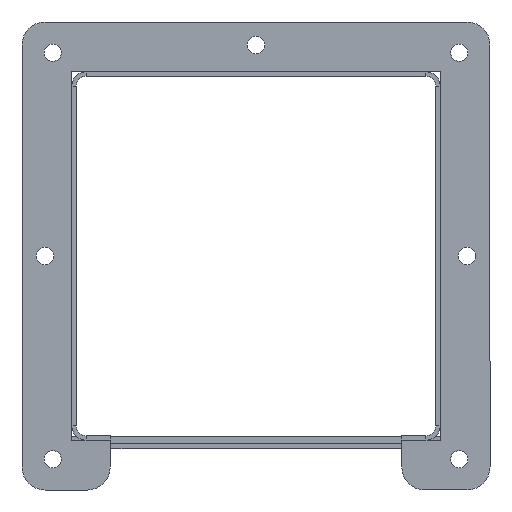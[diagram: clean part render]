
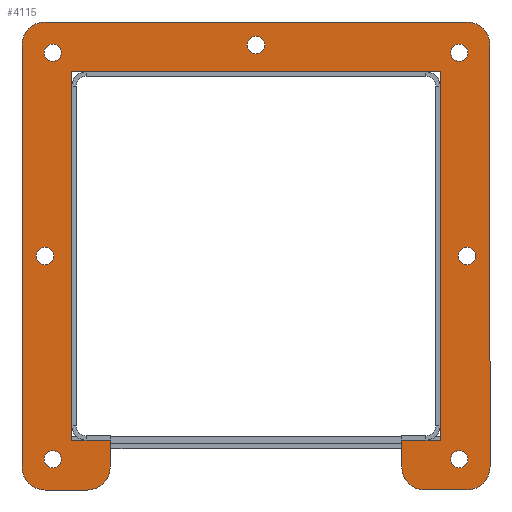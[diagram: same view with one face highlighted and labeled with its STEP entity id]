
A CAD part, front view. The second image highlights one B-rep face of the part: STEP entity #4115.
In plain terms, the highlighted face is planar.
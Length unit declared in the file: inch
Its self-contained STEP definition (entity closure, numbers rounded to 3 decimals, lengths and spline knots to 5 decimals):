
#147=FACE_BOUND('',#688,.T.);
#148=FACE_BOUND('',#689,.T.);
#149=FACE_BOUND('',#690,.T.);
#150=FACE_BOUND('',#691,.T.);
#151=FACE_BOUND('',#692,.T.);
#152=FACE_BOUND('',#693,.T.);
#153=FACE_BOUND('',#694,.T.);
#154=FACE_BOUND('',#695,.T.);
#280=PLANE('',#4419);
#688=EDGE_LOOP('',(#3000));
#689=EDGE_LOOP('',(#3001));
#690=EDGE_LOOP('',(#3002));
#691=EDGE_LOOP('',(#3003));
#692=EDGE_LOOP('',(#3004));
#693=EDGE_LOOP('',(#3005));
#694=EDGE_LOOP('',(#3006));
#695=EDGE_LOOP('',(#3007,#3008,#3009,#3010,#3011,#3012,#3013,#3014,#3015,
#3016,#3017,#3018,#3019,#3020,#3021,#3022,#3023,#3024));
#935=CIRCLE('',#4370,0.14063);
#937=CIRCLE('',#4373,0.14063);
#939=CIRCLE('',#4376,0.14063);
#940=CIRCLE('',#4378,0.14063);
#942=CIRCLE('',#4381,0.14063);
#944=CIRCLE('',#4384,0.14063);
#946=CIRCLE('',#4387,0.14063);
#948=CIRCLE('',#4393,0.375);
#950=CIRCLE('',#4397,0.375);
#952=CIRCLE('',#4401,0.375);
#954=CIRCLE('',#4405,0.375);
#956=CIRCLE('',#4409,0.375);
#958=CIRCLE('',#4413,0.375);
#1134=LINE('',#6202,#1522);
#1138=LINE('',#6210,#1526);
#1141=LINE('',#6216,#1529);
#1145=LINE('',#6228,#1533);
#1149=LINE('',#6240,#1537);
#1153=LINE('',#6252,#1541);
#1157=LINE('',#6264,#1545);
#1161=LINE('',#6276,#1549);
#1165=LINE('',#6288,#1553);
#1168=LINE('',#6294,#1556);
#1171=LINE('',#6300,#1559);
#1174=LINE('',#6305,#1562);
#1522=VECTOR('',#4964,6.);
#1526=VECTOR('',#4970,0.625);
#1529=VECTOR('',#4975,0.4375);
#1533=VECTOR('',#4987,0.6875);
#1537=VECTOR('',#4999,6.875);
#1541=VECTOR('',#5011,6.875);
#1545=VECTOR('',#5023,6.875);
#1549=VECTOR('',#5035,0.6875);
#1553=VECTOR('',#5047,0.4375);
#1556=VECTOR('',#5052,0.625);
#1559=VECTOR('',#5057,6.);
#1562=VECTOR('',#5062,6.);
#1891=VERTEX_POINT('',#6167);
#1893=VERTEX_POINT('',#6172);
#1895=VERTEX_POINT('',#6177);
#1896=VERTEX_POINT('',#6180);
#1898=VERTEX_POINT('',#6185);
#1900=VERTEX_POINT('',#6190);
#1902=VERTEX_POINT('',#6195);
#1904=VERTEX_POINT('',#6200);
#1905=VERTEX_POINT('',#6201);
#1908=VERTEX_POINT('',#6209);
#1910=VERTEX_POINT('',#6215);
#1912=VERTEX_POINT('',#6221);
#1914=VERTEX_POINT('',#6227);
#1916=VERTEX_POINT('',#6233);
#1918=VERTEX_POINT('',#6239);
#1920=VERTEX_POINT('',#6245);
#1922=VERTEX_POINT('',#6251);
#1924=VERTEX_POINT('',#6257);
#1926=VERTEX_POINT('',#6263);
#1928=VERTEX_POINT('',#6269);
#1930=VERTEX_POINT('',#6275);
#1932=VERTEX_POINT('',#6281);
#1934=VERTEX_POINT('',#6287);
#1936=VERTEX_POINT('',#6293);
#1938=VERTEX_POINT('',#6299);
#2291=EDGE_CURVE('',#1891,#1891,#935,.T.);
#2293=EDGE_CURVE('',#1893,#1893,#937,.T.);
#2295=EDGE_CURVE('',#1895,#1895,#939,.T.);
#2296=EDGE_CURVE('',#1896,#1896,#940,.T.);
#2298=EDGE_CURVE('',#1898,#1898,#942,.T.);
#2300=EDGE_CURVE('',#1900,#1900,#944,.T.);
#2302=EDGE_CURVE('',#1902,#1902,#946,.T.);
#2304=EDGE_CURVE('',#1904,#1905,#1134,.T.);
#2308=EDGE_CURVE('',#1905,#1908,#1138,.T.);
#2311=EDGE_CURVE('',#1908,#1910,#1141,.T.);
#2314=EDGE_CURVE('',#1910,#1912,#948,.T.);
#2317=EDGE_CURVE('',#1912,#1914,#1145,.T.);
#2320=EDGE_CURVE('',#1914,#1916,#950,.T.);
#2323=EDGE_CURVE('',#1916,#1918,#1149,.T.);
#2326=EDGE_CURVE('',#1918,#1920,#952,.T.);
#2329=EDGE_CURVE('',#1920,#1922,#1153,.T.);
#2332=EDGE_CURVE('',#1922,#1924,#954,.T.);
#2335=EDGE_CURVE('',#1924,#1926,#1157,.T.);
#2338=EDGE_CURVE('',#1926,#1928,#956,.T.);
#2341=EDGE_CURVE('',#1928,#1930,#1161,.T.);
#2344=EDGE_CURVE('',#1930,#1932,#958,.T.);
#2347=EDGE_CURVE('',#1932,#1934,#1165,.T.);
#2350=EDGE_CURVE('',#1934,#1936,#1168,.T.);
#2353=EDGE_CURVE('',#1936,#1938,#1171,.T.);
#2356=EDGE_CURVE('',#1938,#1904,#1174,.T.);
#3000=ORIENTED_EDGE('',*,*,#2291,.T.);
#3001=ORIENTED_EDGE('',*,*,#2293,.T.);
#3002=ORIENTED_EDGE('',*,*,#2295,.T.);
#3003=ORIENTED_EDGE('',*,*,#2296,.T.);
#3004=ORIENTED_EDGE('',*,*,#2298,.T.);
#3005=ORIENTED_EDGE('',*,*,#2300,.T.);
#3006=ORIENTED_EDGE('',*,*,#2302,.T.);
#3007=ORIENTED_EDGE('',*,*,#2304,.F.);
#3008=ORIENTED_EDGE('',*,*,#2356,.F.);
#3009=ORIENTED_EDGE('',*,*,#2353,.F.);
#3010=ORIENTED_EDGE('',*,*,#2350,.F.);
#3011=ORIENTED_EDGE('',*,*,#2347,.F.);
#3012=ORIENTED_EDGE('',*,*,#2344,.F.);
#3013=ORIENTED_EDGE('',*,*,#2341,.F.);
#3014=ORIENTED_EDGE('',*,*,#2338,.F.);
#3015=ORIENTED_EDGE('',*,*,#2335,.F.);
#3016=ORIENTED_EDGE('',*,*,#2332,.F.);
#3017=ORIENTED_EDGE('',*,*,#2329,.F.);
#3018=ORIENTED_EDGE('',*,*,#2326,.F.);
#3019=ORIENTED_EDGE('',*,*,#2323,.F.);
#3020=ORIENTED_EDGE('',*,*,#2320,.F.);
#3021=ORIENTED_EDGE('',*,*,#2317,.F.);
#3022=ORIENTED_EDGE('',*,*,#2314,.F.);
#3023=ORIENTED_EDGE('',*,*,#2311,.F.);
#3024=ORIENTED_EDGE('',*,*,#2308,.F.);
#4115=ADVANCED_FACE('',(#147,#148,#149,#150,#151,#152,#153,#154),#280,.T.);
#4370=AXIS2_PLACEMENT_3D('',#6168,#4924,#4925);
#4373=AXIS2_PLACEMENT_3D('',#6173,#4930,#4931);
#4376=AXIS2_PLACEMENT_3D('',#6178,#4936,#4937);
#4378=AXIS2_PLACEMENT_3D('',#6181,#4940,#4941);
#4381=AXIS2_PLACEMENT_3D('',#6186,#4946,#4947);
#4384=AXIS2_PLACEMENT_3D('',#6191,#4952,#4953);
#4387=AXIS2_PLACEMENT_3D('',#6196,#4958,#4959);
#4393=AXIS2_PLACEMENT_3D('',#6222,#4980,#4981);
#4397=AXIS2_PLACEMENT_3D('',#6234,#4992,#4993);
#4401=AXIS2_PLACEMENT_3D('',#6246,#5004,#5005);
#4405=AXIS2_PLACEMENT_3D('',#6258,#5016,#5017);
#4409=AXIS2_PLACEMENT_3D('',#6270,#5028,#5029);
#4413=AXIS2_PLACEMENT_3D('',#6282,#5040,#5041);
#4419=AXIS2_PLACEMENT_3D('',#6307,#5064,#5065);
#4924=DIRECTION('center_axis',(0.,0.,-1.));
#4925=DIRECTION('ref_axis',(-1.,0.,0.));
#4930=DIRECTION('center_axis',(0.,0.,-1.));
#4931=DIRECTION('ref_axis',(-1.,0.,0.));
#4936=DIRECTION('center_axis',(0.,0.,-1.));
#4937=DIRECTION('ref_axis',(-1.,0.,0.));
#4940=DIRECTION('center_axis',(0.,0.,-1.));
#4941=DIRECTION('ref_axis',(-1.,0.,0.));
#4946=DIRECTION('center_axis',(0.,0.,-1.));
#4947=DIRECTION('ref_axis',(-1.,0.,0.));
#4952=DIRECTION('center_axis',(0.,0.,-1.));
#4953=DIRECTION('ref_axis',(-1.,0.,0.));
#4958=DIRECTION('center_axis',(0.,0.,-1.));
#4959=DIRECTION('ref_axis',(-1.,0.,0.));
#4964=DIRECTION('',(0.,1.,0.));
#4970=DIRECTION('',(-1.,0.,0.));
#4975=DIRECTION('',(0.,1.,0.));
#4980=DIRECTION('center_axis',(0.,0.,-1.));
#4981=DIRECTION('ref_axis',(0.,-1.,0.));
#4987=DIRECTION('',(1.,0.,0.));
#4992=DIRECTION('center_axis',(0.,0.,-1.));
#4993=DIRECTION('ref_axis',(-1.,0.,0.));
#4999=DIRECTION('',(0.,-1.,0.));
#5004=DIRECTION('center_axis',(0.,0.,-1.));
#5005=DIRECTION('ref_axis',(0.,1.,0.));
#5011=DIRECTION('',(-1.,0.,0.));
#5016=DIRECTION('center_axis',(0.,0.,-1.));
#5017=DIRECTION('ref_axis',(1.,0.,0.));
#5023=DIRECTION('',(0.,1.,0.));
#5028=DIRECTION('center_axis',(0.,0.,-1.));
#5029=DIRECTION('ref_axis',(0.,-1.,0.));
#5035=DIRECTION('',(1.,0.,0.));
#5040=DIRECTION('center_axis',(0.,0.,-1.));
#5041=DIRECTION('ref_axis',(-1.,0.,0.));
#5047=DIRECTION('',(0.,-1.,0.));
#5052=DIRECTION('',(-1.,0.,0.));
#5057=DIRECTION('',(0.,-1.,0.));
#5062=DIRECTION('',(1.,0.,0.));
#5064=DIRECTION('center_axis',(0.,0.,1.));
#5065=DIRECTION('ref_axis',(1.,0.,0.));
#6167=CARTESIAN_POINT('',(3.57813,0.,0.125));
#6168=CARTESIAN_POINT('Origin',(3.4375,0.,0.125));
#6172=CARTESIAN_POINT('',(-3.29688,0.,0.125));
#6173=CARTESIAN_POINT('Origin',(-3.4375,0.,0.125));
#6177=CARTESIAN_POINT('',(0.14063,-3.4375,0.125));
#6178=CARTESIAN_POINT('Origin',(0.,-3.4375,0.125));
#6180=CARTESIAN_POINT('',(-3.17188,3.3125,0.125));
#6181=CARTESIAN_POINT('Origin',(-3.3125,3.3125,0.125));
#6185=CARTESIAN_POINT('',(-3.17188,-3.3125,0.125));
#6186=CARTESIAN_POINT('Origin',(-3.3125,-3.3125,0.125));
#6190=CARTESIAN_POINT('',(3.45313,-3.3125,0.125));
#6191=CARTESIAN_POINT('Origin',(3.3125,-3.3125,0.125));
#6195=CARTESIAN_POINT('',(3.45313,3.3125,0.125));
#6196=CARTESIAN_POINT('Origin',(3.3125,3.3125,0.125));
#6200=CARTESIAN_POINT('',(3.,-3.,0.125));
#6201=CARTESIAN_POINT('',(3.,3.,0.125));
#6202=CARTESIAN_POINT('',(3.,-3.,0.125));
#6209=CARTESIAN_POINT('',(2.375,3.,0.125));
#6210=CARTESIAN_POINT('',(3.,3.,0.125));
#6215=CARTESIAN_POINT('',(2.375,3.4375,0.125));
#6216=CARTESIAN_POINT('',(2.375,3.,0.125));
#6221=CARTESIAN_POINT('',(2.75,3.8125,0.125));
#6222=CARTESIAN_POINT('Origin',(2.75,3.4375,0.125));
#6227=CARTESIAN_POINT('',(3.4375,3.8125,0.125));
#6228=CARTESIAN_POINT('',(2.75,3.8125,0.125));
#6233=CARTESIAN_POINT('',(3.8125,3.4375,0.125));
#6234=CARTESIAN_POINT('Origin',(3.4375,3.4375,0.125));
#6239=CARTESIAN_POINT('',(3.8125,-3.4375,0.125));
#6240=CARTESIAN_POINT('',(3.8125,3.4375,0.125));
#6245=CARTESIAN_POINT('',(3.4375,-3.8125,0.125));
#6246=CARTESIAN_POINT('Origin',(3.4375,-3.4375,0.125));
#6251=CARTESIAN_POINT('',(-3.4375,-3.8125,0.125));
#6252=CARTESIAN_POINT('',(3.4375,-3.8125,0.125));
#6257=CARTESIAN_POINT('',(-3.8125,-3.4375,0.125));
#6258=CARTESIAN_POINT('Origin',(-3.4375,-3.4375,0.125));
#6263=CARTESIAN_POINT('',(-3.8125,3.4375,0.125));
#6264=CARTESIAN_POINT('',(-3.8125,-3.4375,0.125));
#6269=CARTESIAN_POINT('',(-3.4375,3.8125,0.125));
#6270=CARTESIAN_POINT('Origin',(-3.4375,3.4375,0.125));
#6275=CARTESIAN_POINT('',(-2.75,3.8125,0.125));
#6276=CARTESIAN_POINT('',(-3.4375,3.8125,0.125));
#6281=CARTESIAN_POINT('',(-2.375,3.4375,0.125));
#6282=CARTESIAN_POINT('Origin',(-2.75,3.4375,0.125));
#6287=CARTESIAN_POINT('',(-2.375,3.,0.125));
#6288=CARTESIAN_POINT('',(-2.375,3.4375,0.125));
#6293=CARTESIAN_POINT('',(-3.,3.,0.125));
#6294=CARTESIAN_POINT('',(-2.375,3.,0.125));
#6299=CARTESIAN_POINT('',(-3.,-3.,0.125));
#6300=CARTESIAN_POINT('',(-3.,3.,0.125));
#6305=CARTESIAN_POINT('',(-3.,-3.,0.125));
#6307=CARTESIAN_POINT('Origin',(0.,-0.61493,0.125));
